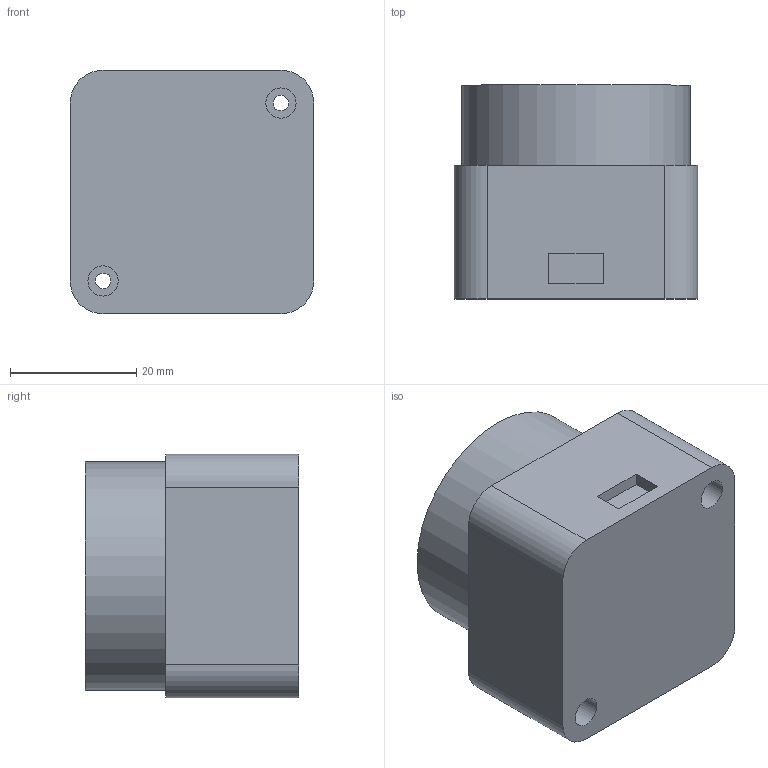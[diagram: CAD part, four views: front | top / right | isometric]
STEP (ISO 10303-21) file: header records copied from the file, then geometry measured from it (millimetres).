
FILE_DESCRIPTION(/* description */ (''),/* implementation_level */ '2;1');
FILE_NAME(/* name */ 'T-mini Plus v3.step',/* time_stamp */ '2025-10-14T20:54:56+09:00',/* author */ (''),/* organization */ (''),/* preprocessor_version */ 'ST-DEVELOPER v20.1',/* originating_system */ 'Autodesk Translation Framework v14.17.0.0',/* authorisation */ '');
FILE_SCHEMA (('AUTOMOTIVE_DESIGN { 1 0 10303 214 3 1 1 }'));
Length unit declared in the file: millimetre
Products named in the file (1): T-mini Plus
Bounding box: 38.6 x 33.9 x 38.6 mm (x, y, z)
Volume: 43452.5 mm3; surface area: 8077.1 mm2
Topology: 1 solids, 1 shells, 33 faces, 69 edges, 46 vertices
Faces by surface type: plane 20, cylinder 13
Full cylindrical faces by diameter (mm): 2.5 x2, 3.58 x2, 4 x1, 4.8 x2, 36.2 x1
Entity records: 937 total; most frequent: DIRECTION 163, CARTESIAN_POINT 149, ORIENTED_EDGE 138, EDGE_CURVE 69, AXIS2_PLACEMENT_3D 60, VERTEX_POINT 46, EDGE_LOOP 45, LINE 43
